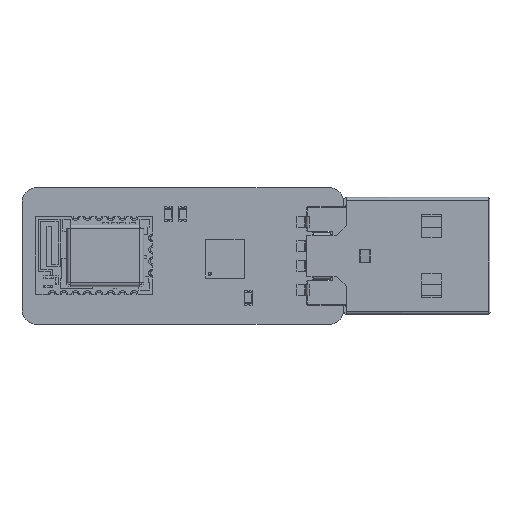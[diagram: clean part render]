
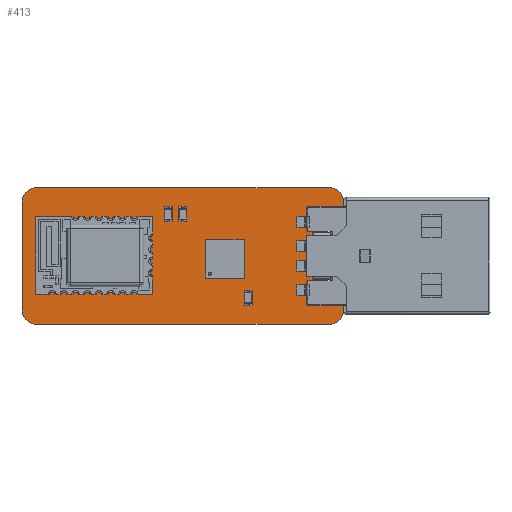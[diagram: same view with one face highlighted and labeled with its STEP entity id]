
A CAD part, top view. The second image highlights one B-rep face of the part: STEP entity #413.
In plain terms, the highlighted planar face has unit normal (0, 0, 1).
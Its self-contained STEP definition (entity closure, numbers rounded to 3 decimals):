
#76 = VERTEX_POINT('',#77);
#77 = CARTESIAN_POINT('',(0.,1.5,1.031));
#83 = EDGE_CURVE('',#76,#84,#86,.T.);
#84 = VERTEX_POINT('',#85);
#85 = CARTESIAN_POINT('',(0.,12.5,1.031));
#86 = LINE('',#87,#88);
#87 = CARTESIAN_POINT('',(0.,1.5,1.031));
#88 = VECTOR('',#89,1.);
#89 = DIRECTION('',(0.,1.,0.));
#114 = EDGE_CURVE('',#84,#115,#117,.T.);
#115 = VERTEX_POINT('',#116);
#116 = CARTESIAN_POINT('',(1.5,14.,1.031));
#117 = CIRCLE('',#118,1.5);
#118 = AXIS2_PLACEMENT_3D('',#119,#120,#121);
#119 = CARTESIAN_POINT('',(1.5,12.5,1.031));
#120 = DIRECTION('',(0.,0.,-1.));
#121 = DIRECTION('',(-1.,0.,-0.));
#147 = EDGE_CURVE('',#115,#148,#150,.T.);
#148 = VERTEX_POINT('',#149);
#149 = CARTESIAN_POINT('',(31.5,14.,1.031));
#150 = LINE('',#151,#152);
#151 = CARTESIAN_POINT('',(1.5,14.,1.031));
#152 = VECTOR('',#153,1.);
#153 = DIRECTION('',(1.,0.,0.));
#178 = EDGE_CURVE('',#148,#179,#181,.T.);
#179 = VERTEX_POINT('',#180);
#180 = CARTESIAN_POINT('',(33.,12.5,1.031));
#181 = CIRCLE('',#182,1.5);
#182 = AXIS2_PLACEMENT_3D('',#183,#184,#185);
#183 = CARTESIAN_POINT('',(31.5,12.5,1.031));
#184 = DIRECTION('',(0.,0.,-1.));
#185 = DIRECTION('',(0.,1.,0.));
#211 = EDGE_CURVE('',#179,#212,#214,.T.);
#212 = VERTEX_POINT('',#213);
#213 = CARTESIAN_POINT('',(33.,1.5,1.031));
#214 = LINE('',#215,#216);
#215 = CARTESIAN_POINT('',(33.,12.5,1.031));
#216 = VECTOR('',#217,1.);
#217 = DIRECTION('',(0.,-1.,0.));
#242 = EDGE_CURVE('',#212,#243,#245,.T.);
#243 = VERTEX_POINT('',#244);
#244 = CARTESIAN_POINT('',(31.5,0.,1.031));
#245 = CIRCLE('',#246,1.5);
#246 = AXIS2_PLACEMENT_3D('',#247,#248,#249);
#247 = CARTESIAN_POINT('',(31.5,1.5,1.031));
#248 = DIRECTION('',(0.,0.,-1.));
#249 = DIRECTION('',(1.,0.,0.));
#275 = EDGE_CURVE('',#243,#276,#278,.T.);
#276 = VERTEX_POINT('',#277);
#277 = CARTESIAN_POINT('',(1.5,0.,1.031));
#278 = LINE('',#279,#280);
#279 = CARTESIAN_POINT('',(31.5,0.,1.031));
#280 = VECTOR('',#281,1.);
#281 = DIRECTION('',(-1.,0.,0.));
#306 = EDGE_CURVE('',#276,#76,#307,.T.);
#307 = CIRCLE('',#308,1.5);
#308 = AXIS2_PLACEMENT_3D('',#309,#310,#311);
#309 = CARTESIAN_POINT('',(1.5,1.5,1.031));
#310 = DIRECTION('',(0.,0.,-1.));
#311 = DIRECTION('',(0.,-1.,-0.));
#332 = VERTEX_POINT('',#333);
#333 = CARTESIAN_POINT('',(31.7,4.75,1.031));
#339 = EDGE_CURVE('',#332,#332,#340,.T.);
#340 = CIRCLE('',#341,0.95);
#341 = AXIS2_PLACEMENT_3D('',#342,#343,#344);
#342 = CARTESIAN_POINT('',(30.75,4.75,1.031));
#343 = DIRECTION('',(0.,0.,1.));
#344 = DIRECTION('',(1.,0.,-0.));
#365 = VERTEX_POINT('',#366);
#366 = CARTESIAN_POINT('',(31.7,9.25,1.031));
#372 = EDGE_CURVE('',#365,#365,#373,.T.);
#373 = CIRCLE('',#374,0.95);
#374 = AXIS2_PLACEMENT_3D('',#375,#376,#377);
#375 = CARTESIAN_POINT('',(30.75,9.25,1.031));
#376 = DIRECTION('',(0.,0.,1.));
#377 = DIRECTION('',(1.,0.,-0.));
#413 = ADVANCED_FACE('',(#414,#424,#427),#430,.F.);
#414 = FACE_BOUND('',#415,.F.);
#415 = EDGE_LOOP('',(#416,#417,#418,#419,#420,#421,#422,#423));
#416 = ORIENTED_EDGE('',*,*,#83,.T.);
#417 = ORIENTED_EDGE('',*,*,#114,.T.);
#418 = ORIENTED_EDGE('',*,*,#147,.T.);
#419 = ORIENTED_EDGE('',*,*,#178,.T.);
#420 = ORIENTED_EDGE('',*,*,#211,.T.);
#421 = ORIENTED_EDGE('',*,*,#242,.T.);
#422 = ORIENTED_EDGE('',*,*,#275,.T.);
#423 = ORIENTED_EDGE('',*,*,#306,.T.);
#424 = FACE_BOUND('',#425,.F.);
#425 = EDGE_LOOP('',(#426));
#426 = ORIENTED_EDGE('',*,*,#339,.T.);
#427 = FACE_BOUND('',#428,.F.);
#428 = EDGE_LOOP('',(#429));
#429 = ORIENTED_EDGE('',*,*,#372,.T.);
#430 = PLANE('',#431);
#431 = AXIS2_PLACEMENT_3D('',#432,#433,#434);
#432 = CARTESIAN_POINT('',(16.5,7.,1.031));
#433 = DIRECTION('',(-0.,-0.,-1.));
#434 = DIRECTION('',(-1.,0.,0.));
